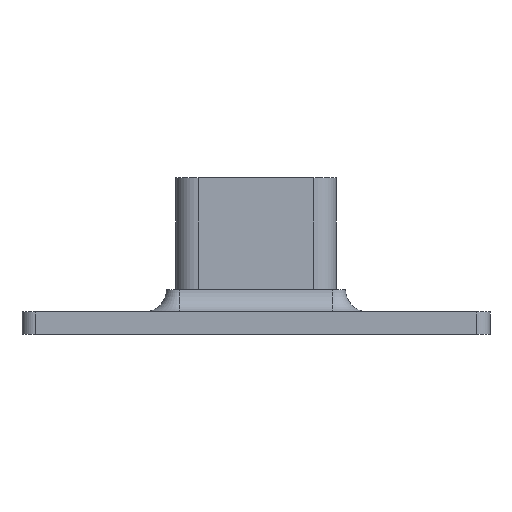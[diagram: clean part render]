
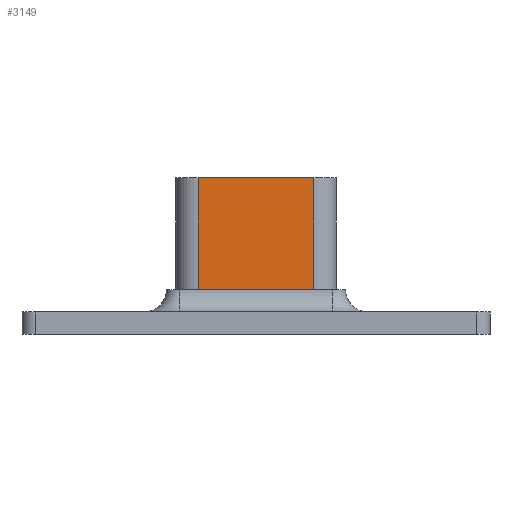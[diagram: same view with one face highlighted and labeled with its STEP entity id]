
A CAD part, front view. The second image highlights one B-rep face of the part: STEP entity #3149.
In plain terms, the highlighted planar face has unit normal (0, -1, 0).
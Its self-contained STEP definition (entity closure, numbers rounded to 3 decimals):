
#27 = ORIENTED_EDGE ( 'NONE', *, *, #1157, .F. ) ;
#158 = CARTESIAN_POINT ( 'NONE',  ( -12.95, -17.95, 10. ) ) ;
#166 = CARTESIAN_POINT ( 'NONE',  ( -12.95, -17.95, 35. ) ) ;
#312 = CARTESIAN_POINT ( 'NONE',  ( -12.95, -17.95, 35. ) ) ;
#381 = VECTOR ( 'NONE', #2198, 1000. ) ;
#415 = DIRECTION ( 'NONE',  ( 0., 0., -1. ) ) ;
#444 = CARTESIAN_POINT ( 'NONE',  ( 12.95, -17.95, 35. ) ) ;
#501 = ORIENTED_EDGE ( 'NONE', *, *, #2746, .T. ) ;
#540 = EDGE_CURVE ( 'NONE', #2621, #3661, #1197, .T. ) ;
#589 = DIRECTION ( 'NONE',  ( 0., 0., 1. ) ) ;
#611 = CARTESIAN_POINT ( 'NONE',  ( -12.95, -17.95, 35. ) ) ;
#642 = CARTESIAN_POINT ( 'NONE',  ( 12.95, -17.95, 35. ) ) ;
#894 = EDGE_LOOP ( 'NONE', ( #501, #27, #2097, #1884 ) ) ;
#916 = PLANE ( 'NONE',  #1211 ) ;
#1009 = EDGE_CURVE ( 'NONE', #2621, #2626, #3365, .T. ) ;
#1157 = EDGE_CURVE ( 'NONE', #2626, #2700, #3316, .T. ) ;
#1197 = LINE ( 'NONE', #1602, #1478 ) ;
#1211 = AXIS2_PLACEMENT_3D ( 'NONE', #611, #2623, #589 ) ;
#1263 = VECTOR ( 'NONE', #1607, 1000. ) ;
#1478 = VECTOR ( 'NONE', #415, 1000. ) ;
#1602 = CARTESIAN_POINT ( 'NONE',  ( -12.95, -17.95, 35. ) ) ;
#1607 = DIRECTION ( 'NONE',  ( 1., 0., 0. ) ) ;
#1623 = CARTESIAN_POINT ( 'NONE',  ( 12.95, -17.95, 10. ) ) ;
#1884 = ORIENTED_EDGE ( 'NONE', *, *, #540, .T. ) ;
#1912 = DIRECTION ( 'NONE',  ( 1., 0., 0. ) ) ;
#2097 = ORIENTED_EDGE ( 'NONE', *, *, #1009, .F. ) ;
#2198 = DIRECTION ( 'NONE',  ( 0., 0., -1. ) ) ;
#2445 = LINE ( 'NONE', #158, #1263 ) ;
#2621 = VERTEX_POINT ( 'NONE', #312 ) ;
#2623 = DIRECTION ( 'NONE',  ( 0., 1., 0. ) ) ;
#2626 = VERTEX_POINT ( 'NONE', #642 ) ;
#2700 = VERTEX_POINT ( 'NONE', #1623 ) ;
#2746 = EDGE_CURVE ( 'NONE', #3661, #2700, #2445, .T. ) ;
#2796 = VECTOR ( 'NONE', #1912, 1000. ) ;
#3149 = ADVANCED_FACE ( 'NONE', ( #3479 ), #916, .F. ) ;
#3316 = LINE ( 'NONE', #444, #381 ) ;
#3365 = LINE ( 'NONE', #166, #2796 ) ;
#3474 = CARTESIAN_POINT ( 'NONE',  ( -12.95, -17.95, 10. ) ) ;
#3479 = FACE_OUTER_BOUND ( 'NONE', #894, .T. ) ;
#3661 = VERTEX_POINT ( 'NONE', #3474 ) ;
